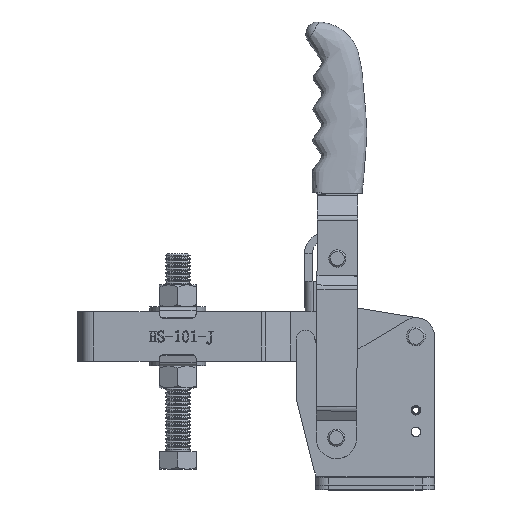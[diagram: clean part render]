
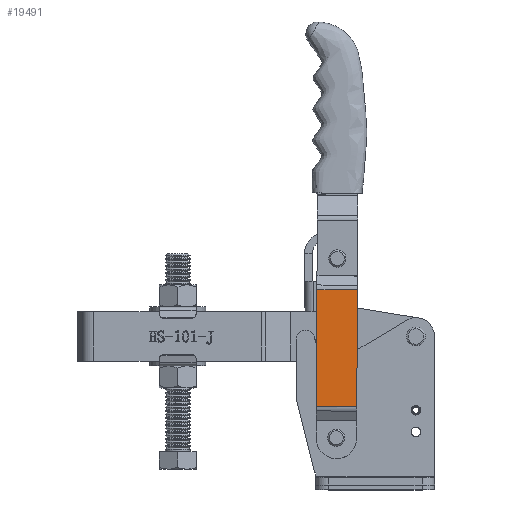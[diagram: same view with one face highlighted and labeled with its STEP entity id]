
A CAD part, top view. The second image highlights one B-rep face of the part: STEP entity #19491.
In plain terms, the highlighted face is planar.
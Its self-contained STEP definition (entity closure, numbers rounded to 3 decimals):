
#7103 = CARTESIAN_POINT ( 'NONE',  ( 67., 20., 26. ) ) ;
#7108 = PLANE ( 'NONE',  #37400 ) ;
#7111 = DIRECTION ( 'NONE',  ( 0., 1., 0. ) ) ;
#7112 = DIRECTION ( 'NONE',  ( 0., 0., 1. ) ) ;
#11661 = CARTESIAN_POINT ( 'NONE',  ( 67.153, 20., 26. ) ) ;
#11800 = CARTESIAN_POINT ( 'NONE',  ( 141.847, 20., 26. ) ) ;
#11803 = CARTESIAN_POINT ( 'NONE',  ( 141.847, 20., 0. ) ) ;
#11861 = CARTESIAN_POINT ( 'NONE',  ( 67.153, 20., 0. ) ) ;
#19491 = ADVANCED_FACE ( 'NONE', ( #41520 ), #7108, .T. ) ;
#21569 = ORIENTED_EDGE ( 'NONE', *, *, #29784, .F. ) ;
#21571 = ORIENTED_EDGE ( 'NONE', *, *, #29810, .F. ) ;
#21573 = ORIENTED_EDGE ( 'NONE', *, *, #29791, .T. ) ;
#21575 = ORIENTED_EDGE ( 'NONE', *, *, #29809, .T. ) ;
#28745 = EDGE_LOOP ( 'NONE', ( #21569, #21571, #21573, #21575 ) ) ;
#29784 = EDGE_CURVE ( 'NONE', #34626, #34527, #37806, .T. ) ;
#29791 = EDGE_CURVE ( 'NONE', #34284, #34522, #37824, .T. ) ;
#29809 = EDGE_CURVE ( 'NONE', #34522, #34527, #37866, .T. ) ;
#29810 = EDGE_CURVE ( 'NONE', #34284, #34626, #37869, .T. ) ;
#34284 = VERTEX_POINT ( 'NONE', #11661 ) ;
#34522 = VERTEX_POINT ( 'NONE', #11800 ) ;
#34527 = VERTEX_POINT ( 'NONE', #11803 ) ;
#34626 = VERTEX_POINT ( 'NONE', #11861 ) ;
#37400 = AXIS2_PLACEMENT_3D ( 'NONE', #7103, #7111, #7112 ) ;
#37806 = LINE ( 'NONE', #40286, #37812 ) ;
#37812 = VECTOR ( 'NONE', #40292, 1000. ) ;
#37824 = LINE ( 'NONE', #40307, #37828 ) ;
#37828 = VECTOR ( 'NONE', #40308, 1000. ) ;
#37866 = LINE ( 'NONE', #40349, #37870 ) ;
#37869 = LINE ( 'NONE', #40351, #37873 ) ;
#37870 = VECTOR ( 'NONE', #40350, 1000. ) ;
#37873 = VECTOR ( 'NONE', #40352, 1000. ) ;
#40286 = CARTESIAN_POINT ( 'NONE',  ( 67., 20., 0. ) ) ;
#40292 = DIRECTION ( 'NONE',  ( 1., 0., 0. ) ) ;
#40307 = CARTESIAN_POINT ( 'NONE',  ( 67., 20., 26. ) ) ;
#40308 = DIRECTION ( 'NONE',  ( 1., 0., 0. ) ) ;
#40349 = CARTESIAN_POINT ( 'NONE',  ( 141.847, 20., 26. ) ) ;
#40350 = DIRECTION ( 'NONE',  ( 0., 0., -1. ) ) ;
#40351 = CARTESIAN_POINT ( 'NONE',  ( 67.153, 20., 26. ) ) ;
#40352 = DIRECTION ( 'NONE',  ( 0., 0., -1. ) ) ;
#41520 = FACE_OUTER_BOUND ( 'NONE', #28745, .T. ) ;
